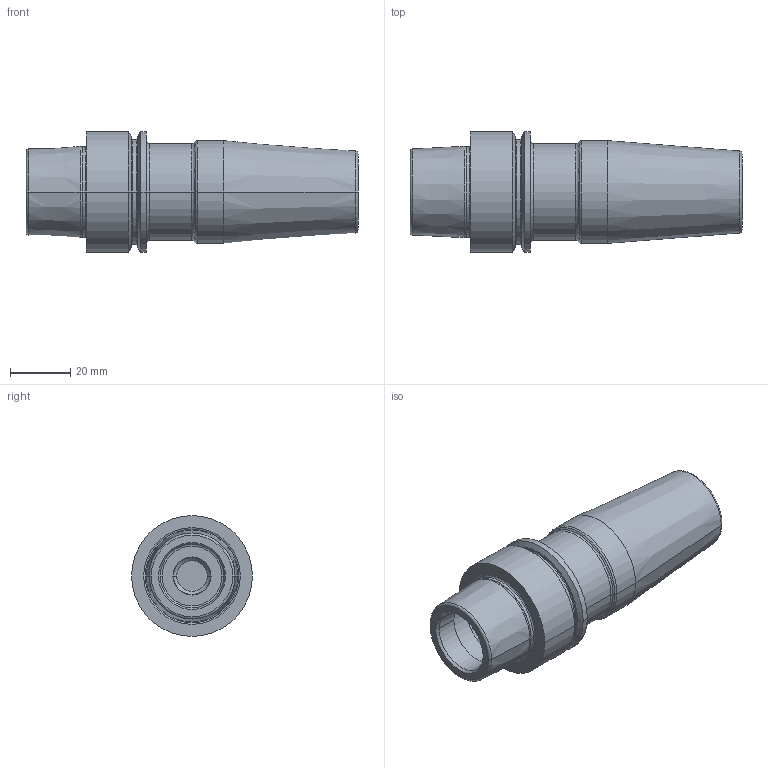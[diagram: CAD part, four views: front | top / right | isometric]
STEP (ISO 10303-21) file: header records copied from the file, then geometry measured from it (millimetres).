
FILE_DESCRIPTION((''),'2;1');
FILE_NAME('E40-140-14','2013-01-11T',('mei'),(''),'PRO/ENGINEER BY PARAMETRIC TECHNOLOGY CORPORATION, 2010430','PRO/ENGINEER BY PARAMETRIC TECHNOLOGY CORPORATION, 2010430','');
FILE_SCHEMA(('CONFIG_CONTROL_DESIGN'));
Length unit declared in the file: millimetre
Products named in the file (1): E40-140-14
Bounding box: 109.9 x 40 x 40 mm (x, y, z)
Volume: 72439.4 mm3; surface area: 18279.2 mm2
Topology: 1 solids, 1 shells, 87 faces, 172 edges, 94 vertices
Faces by surface type: torus 28, cylinder 26, cone 24, plane 9
Entity records: 2270 total; most frequent: DIRECTION 468, CARTESIAN_POINT 353, ORIENTED_EDGE 344, AXIS2_PLACEMENT_3D 209, EDGE_CURVE 172, CIRCLE 122, VERTEX_POINT 94, EDGE_LOOP 94
